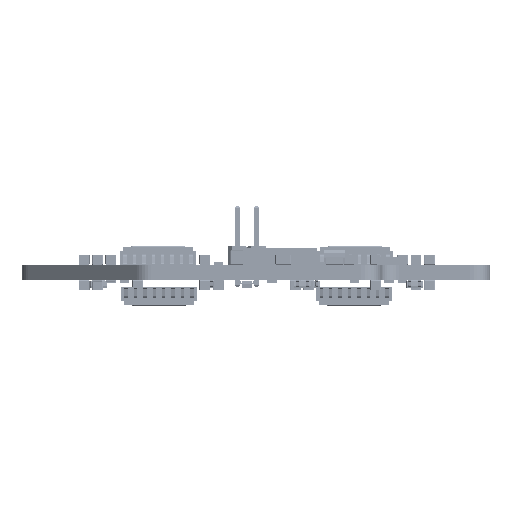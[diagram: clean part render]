
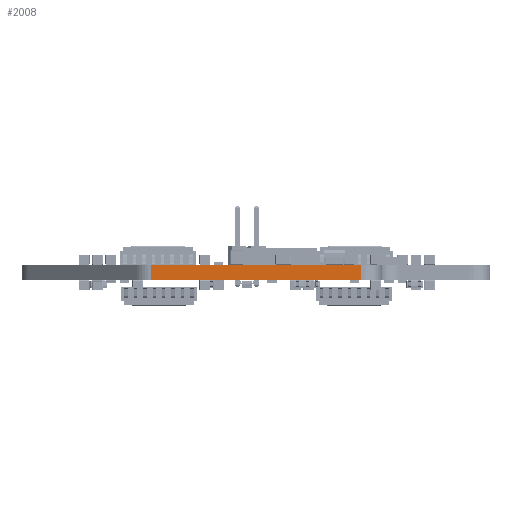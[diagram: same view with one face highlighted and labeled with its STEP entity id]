
A CAD part, left-side view. The second image highlights one B-rep face of the part: STEP entity #2008.
In plain terms, the highlighted planar face has unit normal (-1, 0, 0).
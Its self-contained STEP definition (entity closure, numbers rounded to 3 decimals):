
#1981 = VERTEX_POINT('',#1982);
#1982 = CARTESIAN_POINT('',(0.951,46.411,2.044));
#1989 = EDGE_CURVE('',#1990,#1981,#1992,.T.);
#1990 = VERTEX_POINT('',#1991);
#1991 = CARTESIAN_POINT('',(0.951,46.411,0.));
#1992 = LINE('',#1993,#1994);
#1993 = CARTESIAN_POINT('',(0.951,46.411,0.));
#1994 = VECTOR('',#1995,1.);
#1995 = DIRECTION('',(0.,0.,1.));
#2008 = ADVANCED_FACE('',(#2009),#2034,.F.);
#2009 = FACE_BOUND('',#2010,.F.);
#2010 = EDGE_LOOP('',(#2011,#2012,#2020,#2028));
#2011 = ORIENTED_EDGE('',*,*,#1989,.T.);
#2012 = ORIENTED_EDGE('',*,*,#2013,.T.);
#2013 = EDGE_CURVE('',#1981,#2014,#2016,.T.);
#2014 = VERTEX_POINT('',#2015);
#2015 = CARTESIAN_POINT('',(0.951,18.447,2.044));
#2016 = LINE('',#2017,#2018);
#2017 = CARTESIAN_POINT('',(0.951,46.411,2.044));
#2018 = VECTOR('',#2019,1.);
#2019 = DIRECTION('',(0.,-1.,0.));
#2020 = ORIENTED_EDGE('',*,*,#2021,.F.);
#2021 = EDGE_CURVE('',#2022,#2014,#2024,.T.);
#2022 = VERTEX_POINT('',#2023);
#2023 = CARTESIAN_POINT('',(0.951,18.447,0.));
#2024 = LINE('',#2025,#2026);
#2025 = CARTESIAN_POINT('',(0.951,18.447,0.));
#2026 = VECTOR('',#2027,1.);
#2027 = DIRECTION('',(0.,0.,1.));
#2028 = ORIENTED_EDGE('',*,*,#2029,.F.);
#2029 = EDGE_CURVE('',#1990,#2022,#2030,.T.);
#2030 = LINE('',#2031,#2032);
#2031 = CARTESIAN_POINT('',(0.951,46.411,0.));
#2032 = VECTOR('',#2033,1.);
#2033 = DIRECTION('',(0.,-1.,0.));
#2034 = PLANE('',#2035);
#2035 = AXIS2_PLACEMENT_3D('',#2036,#2037,#2038);
#2036 = CARTESIAN_POINT('',(0.951,46.411,0.));
#2037 = DIRECTION('',(1.,0.,0.));
#2038 = DIRECTION('',(0.,-1.,0.));
